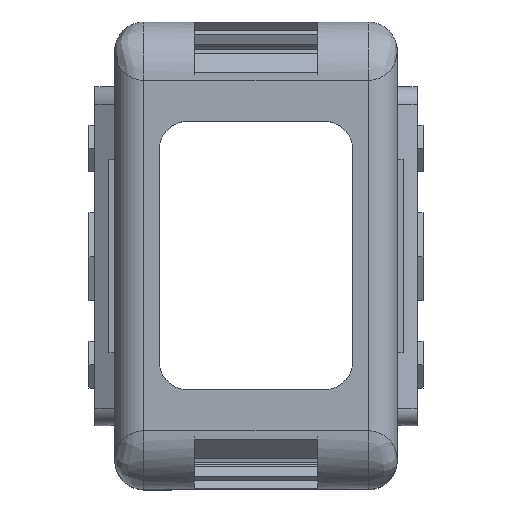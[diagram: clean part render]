
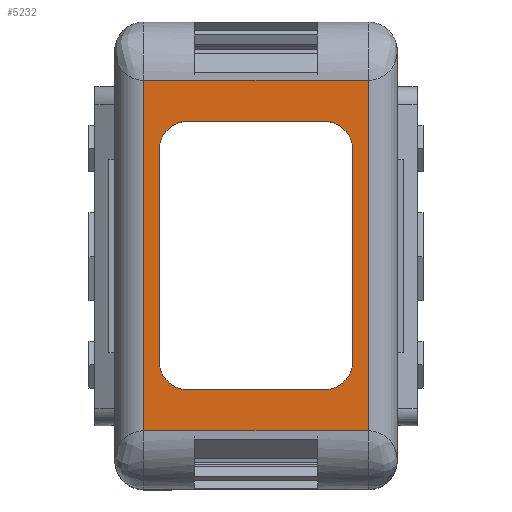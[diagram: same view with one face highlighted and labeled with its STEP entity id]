
A CAD part, top view. The second image highlights one B-rep face of the part: STEP entity #5232.
In plain terms, the highlighted planar face has unit normal (0, 0, 1).
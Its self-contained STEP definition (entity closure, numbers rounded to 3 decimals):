
#5142=AXIS2_PLACEMENT_3D('Circle Axis2P3D',#5140,#5141,$) ;
#5155=AXIS2_PLACEMENT_3D('Plane Axis2P3D',#5152,#5153,#5154) ;
#5184=AXIS2_PLACEMENT_3D('Circle Axis2P3D',#5182,#5183,$) ;
#5200=AXIS2_PLACEMENT_3D('Circle Axis2P3D',#5198,#5199,$) ;
#5212=AXIS2_PLACEMENT_3D('Circle Axis2P3D',#5210,#5211,$) ;
#2822=CARTESIAN_POINT('Vertex',(6.,29.,58.5)) ;
#2825=CARTESIAN_POINT('Line Origine',(6.,20.,58.5)) ;
#2829=CARTESIAN_POINT('Vertex',(6.,11.,58.5)) ;
#3980=CARTESIAN_POINT('Vertex',(4.7,5.,58.5)) ;
#3983=CARTESIAN_POINT('Line Origine',(4.7,20.,58.5)) ;
#3987=CARTESIAN_POINT('Vertex',(4.7,35.,58.5)) ;
#5137=CARTESIAN_POINT('Vertex',(8.5,31.5,58.5)) ;
#5140=CARTESIAN_POINT('Axis2P3D Location',(8.5,29.,58.5)) ;
#5152=CARTESIAN_POINT('Axis2P3D Location',(-1.7,40.,58.5)) ;
#5157=CARTESIAN_POINT('Line Origine',(14.3,5.,58.5)) ;
#5161=CARTESIAN_POINT('Vertex',(23.9,5.,58.5)) ;
#5164=CARTESIAN_POINT('Line Origine',(23.9,20.,58.5)) ;
#5168=CARTESIAN_POINT('Vertex',(23.9,35.,58.5)) ;
#5171=CARTESIAN_POINT('Line Origine',(14.3,35.,58.5)) ;
#5182=CARTESIAN_POINT('Axis2P3D Location',(20.1,11.,58.5)) ;
#5186=CARTESIAN_POINT('Vertex',(20.1,8.5,58.5)) ;
#5188=CARTESIAN_POINT('Vertex',(22.6,11.,58.5)) ;
#5191=CARTESIAN_POINT('Line Origine',(14.3,8.5,58.5)) ;
#5195=CARTESIAN_POINT('Vertex',(8.5,8.5,58.5)) ;
#5198=CARTESIAN_POINT('Axis2P3D Location',(8.5,11.,58.5)) ;
#5203=CARTESIAN_POINT('Line Origine',(14.3,31.5,58.5)) ;
#5207=CARTESIAN_POINT('Vertex',(20.1,31.5,58.5)) ;
#5210=CARTESIAN_POINT('Axis2P3D Location',(20.1,29.,58.5)) ;
#5214=CARTESIAN_POINT('Vertex',(22.6,29.,58.5)) ;
#5217=CARTESIAN_POINT('Line Origine',(22.6,20.,58.5)) ;
#2826=DIRECTION('Vector Direction',(0.,-1.,0.)) ;
#3984=DIRECTION('Vector Direction',(0.,-1.,0.)) ;
#5141=DIRECTION('Axis2P3D Direction',(0.,0.,1.)) ;
#5153=DIRECTION('Axis2P3D Direction',(0.,0.,1.)) ;
#5154=DIRECTION('Axis2P3D XDirection',(0.,-1.,0.)) ;
#5158=DIRECTION('Vector Direction',(-1.,0.,0.)) ;
#5165=DIRECTION('Vector Direction',(0.,1.,0.)) ;
#5172=DIRECTION('Vector Direction',(-1.,0.,0.)) ;
#5183=DIRECTION('Axis2P3D Direction',(0.,0.,1.)) ;
#5192=DIRECTION('Vector Direction',(1.,0.,0.)) ;
#5199=DIRECTION('Axis2P3D Direction',(0.,0.,1.)) ;
#5204=DIRECTION('Vector Direction',(-1.,0.,0.)) ;
#5211=DIRECTION('Axis2P3D Direction',(0.,0.,1.)) ;
#5218=DIRECTION('Vector Direction',(0.,1.,0.)) ;
#2827=VECTOR('Line Direction',#2826,1.) ;
#3985=VECTOR('Line Direction',#3984,1.) ;
#5159=VECTOR('Line Direction',#5158,1.) ;
#5166=VECTOR('Line Direction',#5165,1.) ;
#5173=VECTOR('Line Direction',#5172,1.) ;
#5193=VECTOR('Line Direction',#5192,1.) ;
#5205=VECTOR('Line Direction',#5204,1.) ;
#5219=VECTOR('Line Direction',#5218,1.) ;
#5177=ORIENTED_EDGE('',*,*,#3989,.T.) ;
#5178=ORIENTED_EDGE('',*,*,#5163,.F.) ;
#5179=ORIENTED_EDGE('',*,*,#5170,.T.) ;
#5180=ORIENTED_EDGE('',*,*,#5175,.T.) ;
#5223=ORIENTED_EDGE('',*,*,#5190,.F.) ;
#5224=ORIENTED_EDGE('',*,*,#5197,.F.) ;
#5225=ORIENTED_EDGE('',*,*,#5202,.F.) ;
#5226=ORIENTED_EDGE('',*,*,#2831,.F.) ;
#5227=ORIENTED_EDGE('',*,*,#5144,.F.) ;
#5228=ORIENTED_EDGE('',*,*,#5209,.F.) ;
#5229=ORIENTED_EDGE('',*,*,#5216,.F.) ;
#5230=ORIENTED_EDGE('',*,*,#5221,.F.) ;
#5231=FACE_BOUND('',#5222,.T.) ;
#5232=ADVANCED_FACE('Hauptk\X2\00F6\X0\rper',(#5181,#5231),#5156,.T.) ;
#5143=CIRCLE('generated circle',#5142,2.5) ;
#5185=CIRCLE('generated circle',#5184,2.5) ;
#5201=CIRCLE('generated circle',#5200,2.5) ;
#5213=CIRCLE('generated circle',#5212,2.5) ;
#2831=EDGE_CURVE('',#2823,#2830,#2828,.T.) ;
#3989=EDGE_CURVE('',#3988,#3981,#3986,.T.) ;
#5144=EDGE_CURVE('',#5138,#2823,#5143,.T.) ;
#5163=EDGE_CURVE('',#5162,#3981,#5160,.T.) ;
#5170=EDGE_CURVE('',#5162,#5169,#5167,.T.) ;
#5175=EDGE_CURVE('',#5169,#3988,#5174,.T.) ;
#5190=EDGE_CURVE('',#5187,#5189,#5185,.T.) ;
#5197=EDGE_CURVE('',#5196,#5187,#5194,.T.) ;
#5202=EDGE_CURVE('',#2830,#5196,#5201,.T.) ;
#5209=EDGE_CURVE('',#5208,#5138,#5206,.T.) ;
#5216=EDGE_CURVE('',#5215,#5208,#5213,.T.) ;
#5221=EDGE_CURVE('',#5189,#5215,#5220,.T.) ;
#5176=EDGE_LOOP('',(#5177,#5178,#5179,#5180)) ;
#5222=EDGE_LOOP('',(#5223,#5224,#5225,#5226,#5227,#5228,#5229,#5230)) ;
#5181=FACE_OUTER_BOUND('',#5176,.T.) ;
#2828=LINE('Line',#2825,#2827) ;
#3986=LINE('Line',#3983,#3985) ;
#5160=LINE('Line',#5157,#5159) ;
#5167=LINE('Line',#5164,#5166) ;
#5174=LINE('Line',#5171,#5173) ;
#5194=LINE('Line',#5191,#5193) ;
#5206=LINE('Line',#5203,#5205) ;
#5220=LINE('Line',#5217,#5219) ;
#5156=PLANE('',#5155) ;
#2823=VERTEX_POINT('',#2822) ;
#2830=VERTEX_POINT('',#2829) ;
#3981=VERTEX_POINT('',#3980) ;
#3988=VERTEX_POINT('',#3987) ;
#5138=VERTEX_POINT('',#5137) ;
#5162=VERTEX_POINT('',#5161) ;
#5169=VERTEX_POINT('',#5168) ;
#5187=VERTEX_POINT('',#5186) ;
#5189=VERTEX_POINT('',#5188) ;
#5196=VERTEX_POINT('',#5195) ;
#5208=VERTEX_POINT('',#5207) ;
#5215=VERTEX_POINT('',#5214) ;
